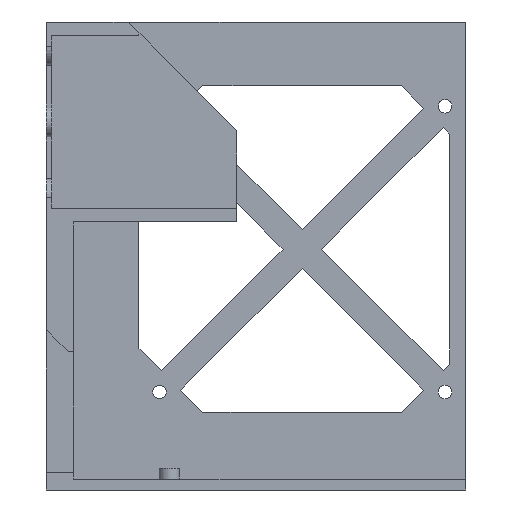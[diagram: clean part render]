
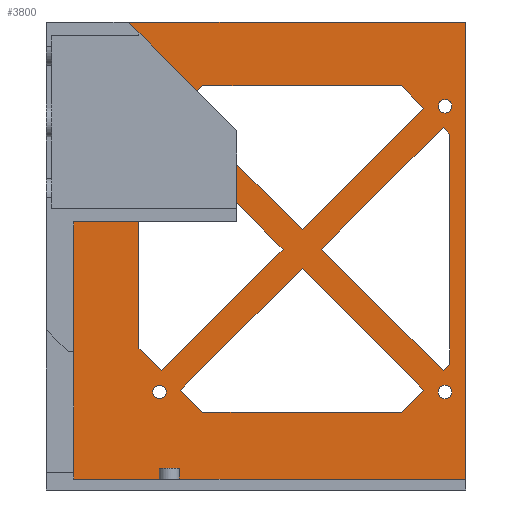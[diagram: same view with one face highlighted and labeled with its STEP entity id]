
A CAD part, front view. The second image highlights one B-rep face of the part: STEP entity #3800.
In plain terms, the highlighted planar face has unit normal (0, -1, 0).
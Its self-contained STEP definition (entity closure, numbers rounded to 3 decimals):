
#310=FACE_BOUND('',#792,.T.);
#311=FACE_BOUND('',#793,.T.);
#312=FACE_BOUND('',#794,.T.);
#313=FACE_BOUND('',#795,.T.);
#314=FACE_BOUND('',#796,.T.);
#315=FACE_BOUND('',#797,.T.);
#316=FACE_BOUND('',#798,.T.);
#317=FACE_BOUND('',#799,.T.);
#365=CIRCLE('',#4014,2.5);
#366=CIRCLE('',#4016,2.5);
#367=CIRCLE('',#4018,2.5);
#368=CIRCLE('',#4035,2.5);
#546=FACE_OUTER_BOUND('',#791,.T.);
#791=EDGE_LOOP('',(#3450,#3451,#3452,#3453));
#792=EDGE_LOOP('',(#3454));
#793=EDGE_LOOP('',(#3455));
#794=EDGE_LOOP('',(#3456));
#795=EDGE_LOOP('',(#3457,#3458,#3459,#3460,#3461));
#796=EDGE_LOOP('',(#3462,#3463,#3464,#3465,#3466));
#797=EDGE_LOOP('',(#3467,#3468,#3469,#3470,#3471));
#798=EDGE_LOOP('',(#3472));
#799=EDGE_LOOP('',(#3473,#3474,#3475,#3476,#3477));
#828=LINE('',#5014,#1268);
#866=LINE('',#5101,#1306);
#983=LINE('',#5358,#1423);
#1172=LINE('',#5771,#1612);
#1201=LINE('',#5860,#1641);
#1204=LINE('',#5865,#1644);
#1206=LINE('',#5869,#1646);
#1208=LINE('',#5873,#1648);
#1210=LINE('',#5876,#1650);
#1211=LINE('',#5880,#1651);
#1214=LINE('',#5885,#1654);
#1216=LINE('',#5889,#1656);
#1218=LINE('',#5893,#1658);
#1220=LINE('',#5896,#1660);
#1221=LINE('',#5900,#1661);
#1224=LINE('',#5905,#1664);
#1226=LINE('',#5909,#1666);
#1228=LINE('',#5913,#1668);
#1230=LINE('',#5916,#1670);
#1232=LINE('',#5924,#1672);
#1235=LINE('',#5929,#1675);
#1237=LINE('',#5933,#1677);
#1239=LINE('',#5937,#1679);
#1241=LINE('',#5940,#1681);
#1268=VECTOR('',#4089,10.);
#1306=VECTOR('',#4157,10.);
#1423=VECTOR('',#4306,10.);
#1612=VECTOR('',#4727,10.);
#1641=VECTOR('',#4846,10.);
#1644=VECTOR('',#4851,10.);
#1646=VECTOR('',#4855,10.);
#1648=VECTOR('',#4859,10.);
#1650=VECTOR('',#4863,10.);
#1651=VECTOR('',#4866,10.);
#1654=VECTOR('',#4871,10.);
#1656=VECTOR('',#4875,10.);
#1658=VECTOR('',#4879,10.);
#1660=VECTOR('',#4883,10.);
#1661=VECTOR('',#4886,10.);
#1664=VECTOR('',#4891,10.);
#1666=VECTOR('',#4895,10.);
#1668=VECTOR('',#4899,10.);
#1670=VECTOR('',#4903,10.);
#1672=VECTOR('',#4911,10.);
#1675=VECTOR('',#4916,10.);
#1677=VECTOR('',#4920,10.);
#1679=VECTOR('',#4924,10.);
#1681=VECTOR('',#4928,10.);
#1708=VERTEX_POINT('',#5011);
#1709=VERTEX_POINT('',#5013);
#1742=VERTEX_POINT('',#5098);
#1743=VERTEX_POINT('',#5100);
#1986=VERTEX_POINT('',#5846);
#1987=VERTEX_POINT('',#5850);
#1988=VERTEX_POINT('',#5854);
#1989=VERTEX_POINT('',#5858);
#1990=VERTEX_POINT('',#5859);
#1991=VERTEX_POINT('',#5864);
#1992=VERTEX_POINT('',#5868);
#1993=VERTEX_POINT('',#5872);
#1994=VERTEX_POINT('',#5878);
#1995=VERTEX_POINT('',#5879);
#1996=VERTEX_POINT('',#5884);
#1997=VERTEX_POINT('',#5888);
#1998=VERTEX_POINT('',#5892);
#1999=VERTEX_POINT('',#5898);
#2000=VERTEX_POINT('',#5899);
#2001=VERTEX_POINT('',#5904);
#2002=VERTEX_POINT('',#5908);
#2003=VERTEX_POINT('',#5912);
#2004=VERTEX_POINT('',#5918);
#2005=VERTEX_POINT('',#5922);
#2006=VERTEX_POINT('',#5923);
#2007=VERTEX_POINT('',#5928);
#2008=VERTEX_POINT('',#5932);
#2009=VERTEX_POINT('',#5936);
#2036=EDGE_CURVE('',#1708,#1709,#828,.T.);
#2080=EDGE_CURVE('',#1742,#1743,#866,.T.);
#2211=EDGE_CURVE('',#1709,#1742,#983,.T.);
#2418=EDGE_CURVE('',#1743,#1708,#1172,.T.);
#2453=EDGE_CURVE('',#1986,#1986,#365,.T.);
#2455=EDGE_CURVE('',#1987,#1987,#366,.T.);
#2457=EDGE_CURVE('',#1988,#1988,#367,.T.);
#2458=EDGE_CURVE('',#1989,#1990,#1201,.T.);
#2461=EDGE_CURVE('',#1990,#1991,#1204,.T.);
#2463=EDGE_CURVE('',#1992,#1989,#1206,.T.);
#2465=EDGE_CURVE('',#1991,#1993,#1208,.T.);
#2467=EDGE_CURVE('',#1993,#1992,#1210,.T.);
#2468=EDGE_CURVE('',#1994,#1995,#1211,.T.);
#2471=EDGE_CURVE('',#1995,#1996,#1214,.T.);
#2473=EDGE_CURVE('',#1997,#1994,#1216,.T.);
#2475=EDGE_CURVE('',#1996,#1998,#1218,.T.);
#2477=EDGE_CURVE('',#1998,#1997,#1220,.T.);
#2478=EDGE_CURVE('',#1999,#2000,#1221,.T.);
#2481=EDGE_CURVE('',#2000,#2001,#1224,.T.);
#2483=EDGE_CURVE('',#2002,#1999,#1226,.T.);
#2485=EDGE_CURVE('',#2001,#2003,#1228,.T.);
#2487=EDGE_CURVE('',#2003,#2002,#1230,.T.);
#2489=EDGE_CURVE('',#2004,#2004,#368,.T.);
#2490=EDGE_CURVE('',#2005,#2006,#1232,.T.);
#2493=EDGE_CURVE('',#2006,#2007,#1235,.T.);
#2495=EDGE_CURVE('',#2008,#2005,#1237,.T.);
#2497=EDGE_CURVE('',#2007,#2009,#1239,.T.);
#2499=EDGE_CURVE('',#2009,#2008,#1241,.T.);
#3450=ORIENTED_EDGE('',*,*,#2036,.F.);
#3451=ORIENTED_EDGE('',*,*,#2418,.F.);
#3452=ORIENTED_EDGE('',*,*,#2080,.F.);
#3453=ORIENTED_EDGE('',*,*,#2211,.F.);
#3454=ORIENTED_EDGE('',*,*,#2453,.T.);
#3455=ORIENTED_EDGE('',*,*,#2455,.T.);
#3456=ORIENTED_EDGE('',*,*,#2457,.T.);
#3457=ORIENTED_EDGE('',*,*,#2467,.T.);
#3458=ORIENTED_EDGE('',*,*,#2463,.T.);
#3459=ORIENTED_EDGE('',*,*,#2458,.T.);
#3460=ORIENTED_EDGE('',*,*,#2461,.T.);
#3461=ORIENTED_EDGE('',*,*,#2465,.T.);
#3462=ORIENTED_EDGE('',*,*,#2477,.T.);
#3463=ORIENTED_EDGE('',*,*,#2473,.T.);
#3464=ORIENTED_EDGE('',*,*,#2468,.T.);
#3465=ORIENTED_EDGE('',*,*,#2471,.T.);
#3466=ORIENTED_EDGE('',*,*,#2475,.T.);
#3467=ORIENTED_EDGE('',*,*,#2487,.T.);
#3468=ORIENTED_EDGE('',*,*,#2483,.T.);
#3469=ORIENTED_EDGE('',*,*,#2478,.T.);
#3470=ORIENTED_EDGE('',*,*,#2481,.T.);
#3471=ORIENTED_EDGE('',*,*,#2485,.T.);
#3472=ORIENTED_EDGE('',*,*,#2489,.T.);
#3473=ORIENTED_EDGE('',*,*,#2499,.T.);
#3474=ORIENTED_EDGE('',*,*,#2495,.T.);
#3475=ORIENTED_EDGE('',*,*,#2490,.T.);
#3476=ORIENTED_EDGE('',*,*,#2493,.T.);
#3477=ORIENTED_EDGE('',*,*,#2497,.T.);
#3631=PLANE('',#4041);
#3800=ADVANCED_FACE('',(#546,#310,#311,#312,#313,#314,#315,#316,#317),#3631,
 .T.);
#4014=AXIS2_PLACEMENT_3D('',#5848,#4832,#4833);
#4016=AXIS2_PLACEMENT_3D('',#5852,#4837,#4838);
#4018=AXIS2_PLACEMENT_3D('',#5856,#4842,#4843);
#4035=AXIS2_PLACEMENT_3D('',#5920,#4907,#4908);
#4041=AXIS2_PLACEMENT_3D('',#5941,#4929,#4930);
#4089=DIRECTION('',(0.,0.,-1.));
#4157=DIRECTION('',(0.,0.,1.));
#4306=DIRECTION('',(-1.,0.,0.));
#4727=DIRECTION('',(1.,0.,0.));
#4832=DIRECTION('center_axis',(0.,1.,0.));
#4833=DIRECTION('ref_axis',(1.,0.,0.));
#4837=DIRECTION('center_axis',(0.,1.,0.));
#4838=DIRECTION('ref_axis',(1.,0.,0.));
#4842=DIRECTION('center_axis',(0.,1.,0.));
#4843=DIRECTION('ref_axis',(1.,0.,0.));
#4846=DIRECTION('',(0.707,0.,-0.707));
#4851=DIRECTION('',(-0.707,0.,-0.707));
#4855=DIRECTION('',(0.707,0.,0.707));
#4859=DIRECTION('',(-1.,0.,0.));
#4863=DIRECTION('',(-0.707,0.,0.707));
#4866=DIRECTION('',(0.707,0.,-0.707));
#4871=DIRECTION('',(0.,0.,-1.));
#4875=DIRECTION('',(0.707,0.,0.707));
#4879=DIRECTION('',(-0.707,0.,-0.707));
#4883=DIRECTION('',(-0.707,0.,0.707));
#4886=DIRECTION('',(1.,0.,0.));
#4891=DIRECTION('',(0.707,0.,-0.707));
#4895=DIRECTION('',(0.707,0.,0.707));
#4899=DIRECTION('',(-0.707,0.,-0.707));
#4903=DIRECTION('',(-0.707,0.,0.707));
#4907=DIRECTION('center_axis',(0.,1.,0.));
#4908=DIRECTION('ref_axis',(1.,0.,0.));
#4911=DIRECTION('',(0.707,0.,0.707));
#4916=DIRECTION('',(0.707,0.,-0.707));
#4920=DIRECTION('',(0.,0.,1.));
#4924=DIRECTION('',(-0.707,0.,-0.707));
#4928=DIRECTION('',(-0.707,0.,0.707));
#4929=DIRECTION('center_axis',(0.,-1.,0.));
#4930=DIRECTION('ref_axis',(1.,0.,0.));
#5011=CARTESIAN_POINT('',(131.732,353.49,168.));
#5013=CARTESIAN_POINT('',(131.732,353.49,0.));
#5014=CARTESIAN_POINT('',(131.732,353.49,-2.));
#5098=CARTESIAN_POINT('',(-12.268,353.49,0.));
#5100=CARTESIAN_POINT('',(-12.268,353.49,168.));
#5101=CARTESIAN_POINT('',(-12.268,353.49,0.));
#5358=CARTESIAN_POINT('',(62.732,353.49,0.));
#5771=CARTESIAN_POINT('',(-12.268,353.49,168.));
#5846=CARTESIAN_POINT('',(16.732,353.49,137.035));
#5848=CARTESIAN_POINT('Origin',(19.232,353.49,137.035));
#5850=CARTESIAN_POINT('',(16.732,353.49,32.035));
#5852=CARTESIAN_POINT('Origin',(19.232,353.49,32.035));
#5854=CARTESIAN_POINT('',(121.732,353.49,137.035));
#5856=CARTESIAN_POINT('Origin',(124.232,353.49,137.035));
#5858=CARTESIAN_POINT('',(71.732,353.49,77.464));
#5859=CARTESIAN_POINT('',(116.454,353.49,32.742));
#5860=CARTESIAN_POINT('',(92.459,353.49,56.737));
#5864=CARTESIAN_POINT('',(108.247,353.49,24.535));
#5865=CARTESIAN_POINT('',(71.984,353.49,-11.727));
#5868=CARTESIAN_POINT('',(27.01,353.49,32.742));
#5869=CARTESIAN_POINT('',(31.366,353.49,37.098));
#5872=CARTESIAN_POINT('',(35.217,353.49,24.535));
#5873=CARTESIAN_POINT('',(11.474,353.49,24.535));
#5876=CARTESIAN_POINT('',(25.376,353.49,34.376));
#5878=CARTESIAN_POINT('',(123.517,353.49,129.25));
#5879=CARTESIAN_POINT('',(126.,353.49,126.767));
#5880=CARTESIAN_POINT('',(123.124,353.49,129.643));
#5884=CARTESIAN_POINT('',(126.,353.49,42.288));
#5885=CARTESIAN_POINT('',(126.,353.49,21.144));
#5888=CARTESIAN_POINT('',(78.803,353.49,84.535));
#5889=CARTESIAN_POINT('',(57.259,353.49,62.991));
#5892=CARTESIAN_POINT('',(123.525,353.49,39.813));
#5893=CARTESIAN_POINT('',(79.623,353.49,-4.088));
#5896=CARTESIAN_POINT('',(77.169,353.49,86.169));
#5898=CARTESIAN_POINT('',(35.217,353.49,144.535));
#5899=CARTESIAN_POINT('',(108.232,353.49,144.535));
#5900=CARTESIAN_POINT('',(47.982,353.49,144.535));
#5904=CARTESIAN_POINT('',(116.446,353.49,136.321));
#5905=CARTESIAN_POINT('',(118.348,353.49,134.419));
#5908=CARTESIAN_POINT('',(27.01,353.49,136.328));
#5909=CARTESIAN_POINT('',(-12.788,353.49,96.53));
#5912=CARTESIAN_POINT('',(71.732,353.49,91.606));
#5913=CARTESIAN_POINT('',(27.83,353.49,47.705));
#5916=CARTESIAN_POINT('',(51.272,353.49,112.066));
#5918=CARTESIAN_POINT('',(121.732,353.49,32.035));
#5920=CARTESIAN_POINT('Origin',(124.232,353.49,32.035));
#5922=CARTESIAN_POINT('',(11.732,353.49,121.05));
#5923=CARTESIAN_POINT('',(19.939,353.49,129.257));
#5924=CARTESIAN_POINT('',(-20.427,353.49,88.891));
#5928=CARTESIAN_POINT('',(64.661,353.49,84.535));
#5929=CARTESIAN_POINT('',(66.562,353.49,82.634));
#5932=CARTESIAN_POINT('',(11.732,353.49,48.02));
#5933=CARTESIAN_POINT('',(11.732,353.49,60.525));
#5936=CARTESIAN_POINT('',(19.939,353.49,39.813));
#5937=CARTESIAN_POINT('',(1.934,353.49,21.808));
#5940=CARTESIAN_POINT('',(17.737,353.49,42.015));
#5941=CARTESIAN_POINT('Origin',(-12.268,353.49,0.));
